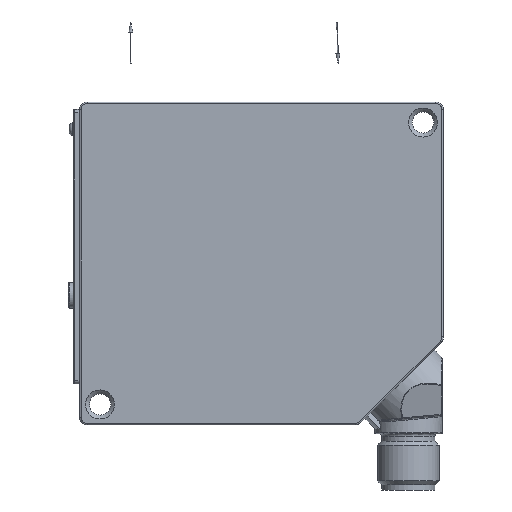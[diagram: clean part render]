
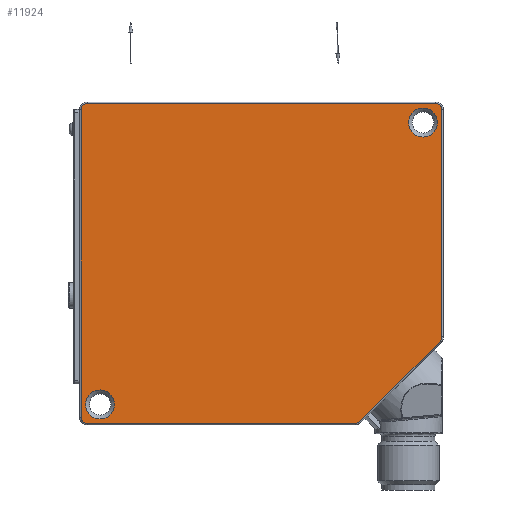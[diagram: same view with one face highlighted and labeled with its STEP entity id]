
A CAD part, left-side view. The second image highlights one B-rep face of the part: STEP entity #11924.
In plain terms, the highlighted planar face has unit normal (-1, 0, 0).
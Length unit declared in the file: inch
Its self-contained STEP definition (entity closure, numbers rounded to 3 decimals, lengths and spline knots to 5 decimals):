
#6 = ORIENTED_EDGE ( 'NONE', *, *, #6279, .F. ) ;
#25 = ORIENTED_EDGE ( 'NONE', *, *, #6046, .F. ) ;
#103 = CARTESIAN_POINT ( 'NONE',  ( -0.59055, 2.73622, -2.4685 ) ) ;
#175 = CARTESIAN_POINT ( 'NONE',  ( -0.59055, 0.02565, -1.83628 ) ) ;
#235 = EDGE_CURVE ( 'NONE', #10468, #12201, #8093, .T. ) ;
#259 = EDGE_CURVE ( 'NONE', #3636, #4592, #9022, .T. ) ;
#310 = CARTESIAN_POINT ( 'NONE',  ( -0.59055, 2.73622, -2.4685 ) ) ;
#694 = ORIENTED_EDGE ( 'NONE', *, *, #259, .F. ) ;
#842 = EDGE_CURVE ( 'NONE', #4592, #10468, #4506, .T. ) ;
#886 = LINE ( 'NONE', #4002, #1653 ) ;
#913 = VERTEX_POINT ( 'NONE', #4942 ) ;
#1068 = FACE_BOUND ( 'NONE', #8716, .T. ) ;
#1241 = CARTESIAN_POINT ( 'NONE',  ( -0.59055, 2.7639, -2.4685 ) ) ;
#1337 = VERTEX_POINT ( 'NONE', #2029 ) ;
#1357 = CARTESIAN_POINT ( 'NONE',  ( -0.59055, 2.78346, -0.03138 ) ) ;
#1361 = CARTESIAN_POINT ( 'NONE',  ( -0.59055, 0.67745, -2.4685 ) ) ;
#1594 = VECTOR ( 'NONE', #12632, 39.37008 ) ;
#1619 = EDGE_CURVE ( 'NONE', #9127, #1337, #3011, .T. ) ;
#1653 = VECTOR ( 'NONE', #4911, 39.37008 ) ;
#1725 = VERTEX_POINT ( 'NONE', #3142 ) ;
#1872 = EDGE_CURVE ( 'NONE', #7720, #7720, #9983, .T. ) ;
#1931 = ORIENTED_EDGE ( 'NONE', *, *, #2810, .F. ) ;
#2029 = CARTESIAN_POINT ( 'NONE',  ( -0.59055, 0.01181, -0.05906 ) ) ;
#2102 = CARTESIAN_POINT ( 'NONE',  ( -0.59055, 2.6378, -2.32283 ) ) ;
#2226 = CARTESIAN_POINT ( 'NONE',  ( -0.59055, 0.65302, -2.46364 ) ) ;
#2238 = DIRECTION ( 'NONE',  ( 1., 0., 0. ) ) ;
#2413 = CARTESIAN_POINT ( 'NONE',  ( -0.59055, 0.01181, 0. ) ) ;
#2810 = EDGE_CURVE ( 'NONE', #1725, #11608, #10333, .T. ) ;
#2911 = CARTESIAN_POINT ( 'NONE',  ( -0.59055, 0.02565, -1.83628 ) ) ;
#3011 =( BOUNDED_CURVE ( )  B_SPLINE_CURVE ( 3, ( #9086, #3203, #10206, #4250 ),
 .UNSPECIFIED., .F., .T. ) 
 B_SPLINE_CURVE_WITH_KNOTS ( ( 4, 4 ),
 ( 0., 1. ),
 .UNSPECIFIED. ) 
 CURVE ( )  GEOMETRIC_REPRESENTATION_ITEM ( )  RATIONAL_B_SPLINE_CURVE ( ( 1., 0.805, 0.805, 1. ) ) 
 REPRESENTATION_ITEM ( '' )  );
#3115 = CARTESIAN_POINT ( 'NONE',  ( -0.59055, 0., 0. ) ) ;
#3142 = CARTESIAN_POINT ( 'NONE',  ( -0.59055, 0.01181, -1.80287 ) ) ;
#3156 = CARTESIAN_POINT ( 'NONE',  ( -0.59055, 0.66475, -2.4685 ) ) ;
#3203 = CARTESIAN_POINT ( 'NONE',  ( -0.59055, 0.03138, -0.01181 ) ) ;
#3233 = DIRECTION ( 'NONE',  ( 0., 0., -1. ) ) ;
#3537 = CARTESIAN_POINT ( 'NONE',  ( -0.59055, 2.73622, -0.01181 ) ) ;
#3585 = ORIENTED_EDGE ( 'NONE', *, *, #1619, .F. ) ;
#3636 = VERTEX_POINT ( 'NONE', #7030 ) ;
#3830 = CARTESIAN_POINT ( 'NONE',  ( -0.59055, 0.01667, -1.8273 ) ) ;
#3924 = LINE ( 'NONE', #3999, #9259 ) ;
#3928 =( BOUNDED_CURVE ( )  B_SPLINE_CURVE ( 3, ( #8553, #1357, #9483, #3537 ),
 .UNSPECIFIED., .F., .T. ) 
 B_SPLINE_CURVE_WITH_KNOTS ( ( 4, 4 ),
 ( 0., 1. ),
 .UNSPECIFIED. ) 
 CURVE ( )  GEOMETRIC_REPRESENTATION_ITEM ( )  RATIONAL_B_SPLINE_CURVE ( ( 1., 0.805, 0.805, 1. ) ) 
 REPRESENTATION_ITEM ( '' )  );
#3999 = CARTESIAN_POINT ( 'NONE',  ( -0.59055, 0.02565, -1.83628 ) ) ;
#4002 = CARTESIAN_POINT ( 'NONE',  ( -0.59055, 0., -0.01181 ) ) ;
#4093 = FACE_BOUND ( 'NONE', #4444, .T. ) ;
#4250 = CARTESIAN_POINT ( 'NONE',  ( -0.59055, 0.01181, -0.05906 ) ) ;
#4263 = AXIS2_PLACEMENT_3D ( 'NONE', #2102, #2238, #6268 ) ;
#4311 = EDGE_LOOP ( 'NONE', ( #6292, #12927, #7105, #694, #6, #1931, #25, #3585, #6762, #10616 ) ) ;
#4444 = EDGE_LOOP ( 'NONE', ( #6971 ) ) ;
#4506 = LINE ( 'NONE', #10471, #9091 ) ;
#4592 = VERTEX_POINT ( 'NONE', #1361 ) ;
#4763 = CIRCLE ( 'NONE', #5607, 0.11138 ) ;
#4806 = CARTESIAN_POINT ( 'NONE',  ( -0.59055, 2.78346, -2.42126 ) ) ;
#4911 = DIRECTION ( 'NONE',  ( 0., -1., 0. ) ) ;
#4942 = CARTESIAN_POINT ( 'NONE',  ( -0.59055, 0.15748, -0.26886 ) ) ;
#5129 = ORIENTED_EDGE ( 'NONE', *, *, #12505, .T. ) ;
#5443 = EDGE_CURVE ( 'NONE', #12201, #8218, #7733, .T. ) ;
#5458 = VECTOR ( 'NONE', #11271, 39.37008 ) ;
#5549 = CARTESIAN_POINT ( 'NONE',  ( -0.59055, 2.78346, 0. ) ) ;
#5607 = AXIS2_PLACEMENT_3D ( 'NONE', #5772, #12066, #12857 ) ;
#5772 = CARTESIAN_POINT ( 'NONE',  ( -0.59055, 0.15748, -0.15748 ) ) ;
#6046 = EDGE_CURVE ( 'NONE', #1337, #1725, #12260, .T. ) ;
#6071 = CARTESIAN_POINT ( 'NONE',  ( -0.59055, 0.01181, -1.80287 ) ) ;
#6268 = DIRECTION ( 'NONE',  ( 0., 0., -1. ) ) ;
#6279 = EDGE_CURVE ( 'NONE', #11608, #3636, #3924, .T. ) ;
#6292 = ORIENTED_EDGE ( 'NONE', *, *, #5443, .F. ) ;
#6434 = DIRECTION ( 'NONE',  ( 0., 1., 0. ) ) ;
#6762 = ORIENTED_EDGE ( 'NONE', *, *, #11068, .F. ) ;
#6971 = ORIENTED_EDGE ( 'NONE', *, *, #1872, .T. ) ;
#7030 = CARTESIAN_POINT ( 'NONE',  ( -0.59055, 0.64404, -2.45467 ) ) ;
#7086 = AXIS2_PLACEMENT_3D ( 'NONE', #3115, #7143, #3233 ) ;
#7105 = ORIENTED_EDGE ( 'NONE', *, *, #842, .F. ) ;
#7143 = DIRECTION ( 'NONE',  ( 1., 0., 0. ) ) ;
#7313 = CARTESIAN_POINT ( 'NONE',  ( -0.59055, 2.78346, -2.42126 ) ) ;
#7601 = CARTESIAN_POINT ( 'NONE',  ( -0.59055, 2.6378, -2.43421 ) ) ;
#7720 = VERTEX_POINT ( 'NONE', #7601 ) ;
#7733 = LINE ( 'NONE', #5549, #1594 ) ;
#8093 =( BOUNDED_CURVE ( )  B_SPLINE_CURVE ( 3, ( #103, #1241, #9041, #7313 ),
 .UNSPECIFIED., .F., .T. ) 
 B_SPLINE_CURVE_WITH_KNOTS ( ( 4, 4 ),
 ( 0., 1. ),
 .UNSPECIFIED. ) 
 CURVE ( )  GEOMETRIC_REPRESENTATION_ITEM ( )  RATIONAL_B_SPLINE_CURVE ( ( 1., 0.805, 0.805, 1. ) ) 
 REPRESENTATION_ITEM ( '' )  );
#8123 = FACE_OUTER_BOUND ( 'NONE', #4311, .T. ) ;
#8218 = VERTEX_POINT ( 'NONE', #10498 ) ;
#8236 = CARTESIAN_POINT ( 'NONE',  ( -0.59055, 0.64404, -2.45467 ) ) ;
#8553 = CARTESIAN_POINT ( 'NONE',  ( -0.59055, 2.78346, -0.05906 ) ) ;
#8716 = EDGE_LOOP ( 'NONE', ( #5129 ) ) ;
#9022 =( BOUNDED_CURVE ( )  B_SPLINE_CURVE ( 3, ( #8236, #2226, #3156, #9289 ),
 .UNSPECIFIED., .F., .T. ) 
 B_SPLINE_CURVE_WITH_KNOTS ( ( 4, 4 ),
 ( 0., 1. ),
 .UNSPECIFIED. ) 
 CURVE ( )  GEOMETRIC_REPRESENTATION_ITEM ( )  RATIONAL_B_SPLINE_CURVE ( ( 1., 0.949, 0.949, 1. ) ) 
 REPRESENTATION_ITEM ( '' )  );
#9041 = CARTESIAN_POINT ( 'NONE',  ( -0.59055, 2.78346, -2.44893 ) ) ;
#9086 = CARTESIAN_POINT ( 'NONE',  ( -0.59055, 0.05906, -0.01181 ) ) ;
#9091 = VECTOR ( 'NONE', #6434, 39.37008 ) ;
#9127 = VERTEX_POINT ( 'NONE', #10891 ) ;
#9259 = VECTOR ( 'NONE', #11193, 39.37008 ) ;
#9289 = CARTESIAN_POINT ( 'NONE',  ( -0.59055, 0.67745, -2.4685 ) ) ;
#9483 = CARTESIAN_POINT ( 'NONE',  ( -0.59055, 2.7639, -0.01181 ) ) ;
#9983 = CIRCLE ( 'NONE', #4263, 0.11138 ) ;
#10047 = CARTESIAN_POINT ( 'NONE',  ( -0.59055, 0.01181, -1.81557 ) ) ;
#10206 = CARTESIAN_POINT ( 'NONE',  ( -0.59055, 0.01181, -0.03138 ) ) ;
#10333 =( BOUNDED_CURVE ( )  B_SPLINE_CURVE ( 3, ( #6071, #10047, #3830, #2911 ),
 .UNSPECIFIED., .F., .T. ) 
 B_SPLINE_CURVE_WITH_KNOTS ( ( 4, 4 ),
 ( 0., 1. ),
 .UNSPECIFIED. ) 
 CURVE ( )  GEOMETRIC_REPRESENTATION_ITEM ( )  RATIONAL_B_SPLINE_CURVE ( ( 1., 0.949, 0.949, 1. ) ) 
 REPRESENTATION_ITEM ( '' )  );
#10468 = VERTEX_POINT ( 'NONE', #310 ) ;
#10471 = CARTESIAN_POINT ( 'NONE',  ( -0.59055, 0., -2.4685 ) ) ;
#10498 = CARTESIAN_POINT ( 'NONE',  ( -0.59055, 2.78346, -0.05906 ) ) ;
#10616 = ORIENTED_EDGE ( 'NONE', *, *, #10844, .F. ) ;
#10844 = EDGE_CURVE ( 'NONE', #8218, #12470, #3928, .T. ) ;
#10891 = CARTESIAN_POINT ( 'NONE',  ( -0.59055, 0.05906, -0.01181 ) ) ;
#11008 = CARTESIAN_POINT ( 'NONE',  ( -0.59055, 2.73622, -0.01181 ) ) ;
#11068 = EDGE_CURVE ( 'NONE', #12470, #9127, #886, .T. ) ;
#11193 = DIRECTION ( 'NONE',  ( 0., 0.707, -0.707 ) ) ;
#11271 = DIRECTION ( 'NONE',  ( 0., 0., -1. ) ) ;
#11608 = VERTEX_POINT ( 'NONE', #175 ) ;
#11924 = ADVANCED_FACE ( 'NONE', ( #1068, #4093, #8123 ), #12164, .F. ) ;
#12066 = DIRECTION ( 'NONE',  ( 1., 0., 0. ) ) ;
#12164 = PLANE ( 'NONE',  #7086 ) ;
#12201 = VERTEX_POINT ( 'NONE', #4806 ) ;
#12260 = LINE ( 'NONE', #2413, #5458 ) ;
#12470 = VERTEX_POINT ( 'NONE', #11008 ) ;
#12505 = EDGE_CURVE ( 'NONE', #913, #913, #4763, .T. ) ;
#12632 = DIRECTION ( 'NONE',  ( 0., 0., 1. ) ) ;
#12857 = DIRECTION ( 'NONE',  ( 0., 0., -1. ) ) ;
#12927 = ORIENTED_EDGE ( 'NONE', *, *, #235, .F. ) ;
